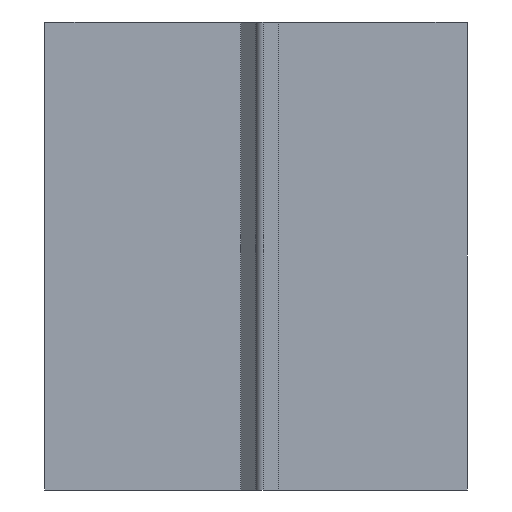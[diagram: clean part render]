
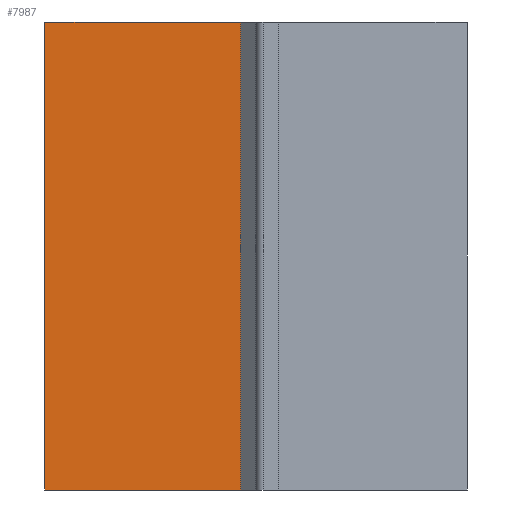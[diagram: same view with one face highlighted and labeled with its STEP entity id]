
A CAD part, front view. The second image highlights one B-rep face of the part: STEP entity #7987.
In plain terms, the highlighted planar face has unit normal (0, -1, 0).
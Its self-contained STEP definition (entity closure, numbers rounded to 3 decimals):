
#796 = CARTESIAN_POINT ( 'NONE',  ( -6.945, 45.761, -11.43 ) ) ;
#2751 = EDGE_CURVE ( 'NONE', #11861, #7618, #5893, .T. ) ;
#2814 = VECTOR ( 'NONE', #3910, 1000. ) ;
#3885 = VERTEX_POINT ( 'NONE', #11163 ) ;
#3910 = DIRECTION ( 'NONE',  ( 0., 0., 1. ) ) ;
#4006 = DIRECTION ( 'NONE',  ( -1., 0., 0. ) ) ;
#4588 = DIRECTION ( 'NONE',  ( -1., 0., 0. ) ) ;
#4597 = CARTESIAN_POINT ( 'NONE',  ( -15.245, 45.761, 2.3 ) ) ;
#5105 = ORIENTED_EDGE ( 'NONE', *, *, #6873, .F. ) ;
#5178 = CARTESIAN_POINT ( 'NONE',  ( -6.945, 45.761, -17.54 ) ) ;
#5462 = CARTESIAN_POINT ( 'NONE',  ( -9.145, 45.761, 2.3 ) ) ;
#5893 = LINE ( 'NONE', #796, #18373 ) ;
#6008 = ORIENTED_EDGE ( 'NONE', *, *, #2751, .F. ) ;
#6121 = CARTESIAN_POINT ( 'NONE',  ( -9.145, 45.761, -17.54 ) ) ;
#6873 = EDGE_CURVE ( 'NONE', #3885, #9187, #16398, .T. ) ;
#6874 = LINE ( 'NONE', #6121, #11480 ) ;
#7618 = VERTEX_POINT ( 'NONE', #5178 ) ;
#7987 = ADVANCED_FACE ( 'NONE', ( #17958 ), #15350, .F. ) ;
#8462 = CARTESIAN_POINT ( 'NONE',  ( -15.245, 45.761, 0. ) ) ;
#9187 = VERTEX_POINT ( 'NONE', #4597 ) ;
#9800 = AXIS2_PLACEMENT_3D ( 'NONE', #18332, #12597, #4006 ) ;
#9974 = LINE ( 'NONE', #5462, #10439 ) ;
#10439 = VECTOR ( 'NONE', #17067, 1000. ) ;
#11163 = CARTESIAN_POINT ( 'NONE',  ( -15.245, 45.761, -17.54 ) ) ;
#11480 = VECTOR ( 'NONE', #4588, 1000. ) ;
#11861 = VERTEX_POINT ( 'NONE', #17780 ) ;
#12597 = DIRECTION ( 'NONE',  ( 0., 1., 0. ) ) ;
#13984 = ORIENTED_EDGE ( 'NONE', *, *, #16713, .F. ) ;
#14020 = DIRECTION ( 'NONE',  ( 0., 0., -1. ) ) ;
#14597 = ORIENTED_EDGE ( 'NONE', *, *, #18288, .F. ) ;
#15350 = PLANE ( 'NONE',  #9800 ) ;
#16398 = LINE ( 'NONE', #8462, #2814 ) ;
#16713 = EDGE_CURVE ( 'NONE', #9187, #11861, #9974, .T. ) ;
#16723 = EDGE_LOOP ( 'NONE', ( #13984, #5105, #14597, #6008 ) ) ;
#17067 = DIRECTION ( 'NONE',  ( 1., 0., 0. ) ) ;
#17780 = CARTESIAN_POINT ( 'NONE',  ( -6.945, 45.761, 2.3 ) ) ;
#17958 = FACE_OUTER_BOUND ( 'NONE', #16723, .T. ) ;
#18288 = EDGE_CURVE ( 'NONE', #7618, #3885, #6874, .T. ) ;
#18332 = CARTESIAN_POINT ( 'NONE',  ( -9.145, 45.761, -11.43 ) ) ;
#18373 = VECTOR ( 'NONE', #14020, 1000. ) ;
